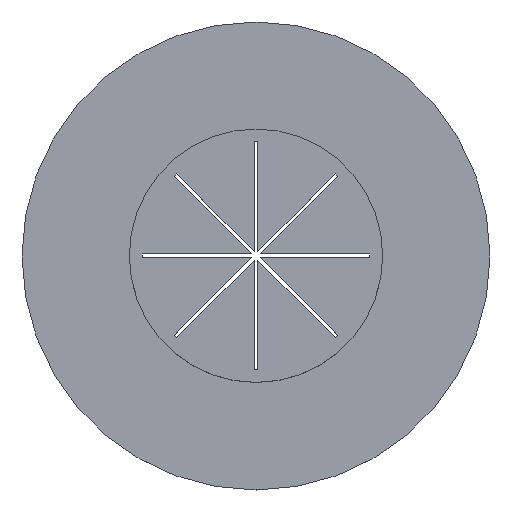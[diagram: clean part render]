
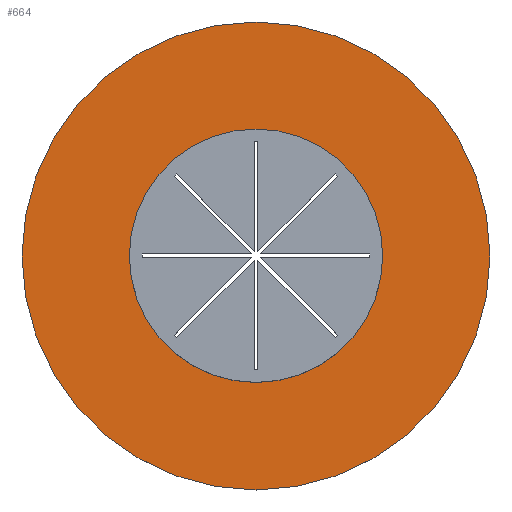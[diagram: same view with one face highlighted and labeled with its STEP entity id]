
A CAD part, top view. The second image highlights one B-rep face of the part: STEP entity #664.
In plain terms, the highlighted planar face has unit normal (0, 0, 1).
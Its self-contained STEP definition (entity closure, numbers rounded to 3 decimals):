
#36=FACE_BOUND('',#140,.T.);
#66=PLANE('',#735);
#100=FACE_OUTER_BOUND('',#139,.T.);
#139=EDGE_LOOP('',(#619));
#140=EDGE_LOOP('',(#620));
#305=CIRCLE('',#734,16.187);
#306=CIRCLE('',#736,31.75);
#363=VERTEX_POINT('',#1094);
#364=VERTEX_POINT('',#1098);
#448=EDGE_CURVE('',#363,#363,#305,.T.);
#450=EDGE_CURVE('',#364,#364,#306,.T.);
#619=ORIENTED_EDGE('',*,*,#450,.F.);
#620=ORIENTED_EDGE('',*,*,#448,.T.);
#664=ADVANCED_FACE('',(#100,#36),#66,.T.);
#734=AXIS2_PLACEMENT_3D('',#1095,#902,#903);
#735=AXIS2_PLACEMENT_3D('',#1097,#905,#906);
#736=AXIS2_PLACEMENT_3D('',#1099,#907,#908);
#902=DIRECTION('center_axis',(0.,0.,-1.));
#903=DIRECTION('ref_axis',(1.,0.,0.));
#905=DIRECTION('center_axis',(0.,0.,1.));
#906=DIRECTION('ref_axis',(1.,0.,0.));
#907=DIRECTION('center_axis',(0.,0.,-1.));
#908=DIRECTION('ref_axis',(1.,0.,0.));
#1094=CARTESIAN_POINT('',(16.187,0.,0.2));
#1095=CARTESIAN_POINT('Origin',(0.,0.,0.2));
#1097=CARTESIAN_POINT('Origin',(-31.75,0.,0.2));
#1098=CARTESIAN_POINT('',(31.75,0.,0.2));
#1099=CARTESIAN_POINT('Origin',(0.,0.,0.2));
